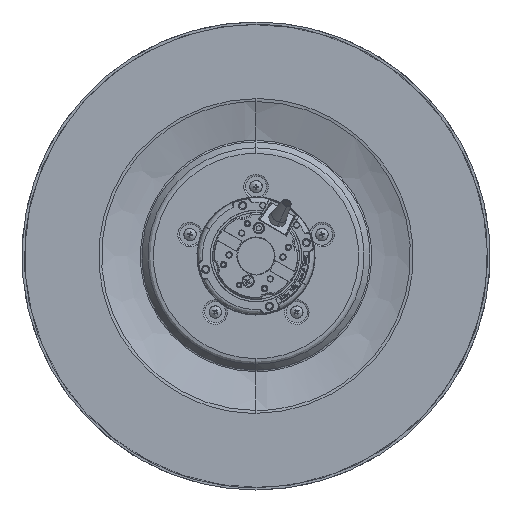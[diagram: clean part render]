
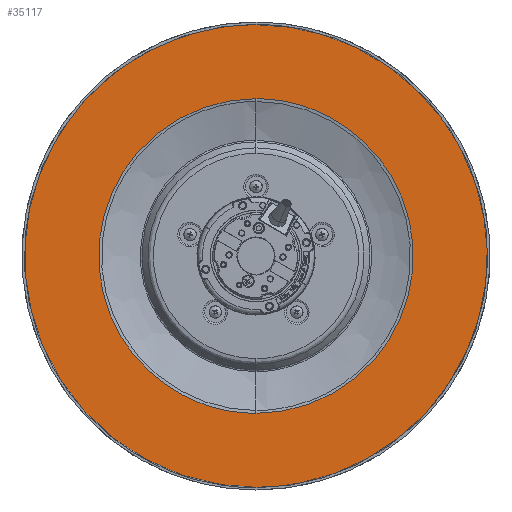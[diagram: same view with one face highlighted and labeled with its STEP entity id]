
A CAD part, front view. The second image highlights one B-rep face of the part: STEP entity #35117.
In plain terms, the highlighted free-form (B-spline) face has degree [1, 1] with [2, 2] control points.
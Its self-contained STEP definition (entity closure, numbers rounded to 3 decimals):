
#657 = VERTEX_POINT ( 'NONE', #68140 ) ;
#5242 = ORIENTED_EDGE ( 'NONE', *, *, #68963, .F. ) ;
#6787 = VERTEX_POINT ( 'NONE', #47282 ) ;
#9124 = CARTESIAN_POINT ( 'NONE',  ( 116.949, -92., -199.644 ) ) ;
#9687 = CARTESIAN_POINT ( 'NONE',  ( 199.644, -92., 116.949 ) ) ;
#10470 =( BOUNDED_CURVE ( )  B_SPLINE_CURVE ( 3, ( #21752, #62220, #46693, #104415 ),
 .UNSPECIFIED., .F., .F. ) 
 B_SPLINE_CURVE_WITH_KNOTS ( ( 4, 4 ),
 ( -3.142, 0. ),
 .UNSPECIFIED. ) 
 CURVE ( )  GEOMETRIC_REPRESENTATION_ITEM ( )  RATIONAL_B_SPLINE_CURVE ( ( 1., 0.333, 0.333, 1. ) ) 
 REPRESENTATION_ITEM ( '' )  );
#11333 = CARTESIAN_POINT ( 'NONE',  ( 116.949, -92., 199.644 ) ) ;
#12880 = CARTESIAN_POINT ( 'NONE',  ( 199.644, -92., -116.949 ) ) ;
#13341 = CARTESIAN_POINT ( 'NONE',  ( 0., -92., 199.644 ) ) ;
#13421 = ORIENTED_EDGE ( 'NONE', *, *, #49362, .F. ) ;
#16698 = CARTESIAN_POINT ( 'NONE',  ( 0., -92., -135.798 ) ) ;
#21517 = CARTESIAN_POINT ( 'NONE',  ( 0., -92., -199.644 ) ) ;
#21752 = CARTESIAN_POINT ( 'NONE',  ( 0., -92., -199.644 ) ) ;
#22278 = VERTEX_POINT ( 'NONE', #21517 ) ;
#22928 = CARTESIAN_POINT ( 'NONE',  ( -271.597, -92., 135.798 ) ) ;
#27048 = CARTESIAN_POINT ( 'NONE',  ( 199.644, -92., 0. ) ) ;
#27276 = CARTESIAN_POINT ( 'NONE',  ( 0., -92., 199.644 ) ) ;
#27490 = EDGE_CURVE ( 'NONE', #83880, #22278, #30452, .T. ) ;
#30452 =( BOUNDED_CURVE ( )  B_SPLINE_CURVE ( 3, ( #27276, #11333, #9687, #27048, #12880, #9124, #87411 ),
 .UNSPECIFIED., .F., .T. ) 
 B_SPLINE_CURVE_WITH_KNOTS ( ( 4, 3, 4 ),
 ( -3.142, -1.571, 0. ),
 .UNSPECIFIED. ) 
 CURVE ( )  GEOMETRIC_REPRESENTATION_ITEM ( )  RATIONAL_B_SPLINE_CURVE ( ( 1., 0.805, 0.805, 1., 0.805, 0.805, 1. ) ) 
 REPRESENTATION_ITEM ( '' )  );
#33578 = CARTESIAN_POINT ( 'NONE',  ( -202.039, -92., -202.039 ) ) ;
#34648 = CARTESIAN_POINT ( 'NONE',  ( 202.039, -92., -202.039 ) ) ;
#35117 = ADVANCED_FACE ( 'NONE', ( #45284, #97084 ), #44831, .F. ) ;
#37167 = EDGE_CURVE ( 'NONE', #657, #6787, #50280, .T. ) ;
#41865 = CARTESIAN_POINT ( 'NONE',  ( 202.039, -92., 202.039 ) ) ;
#43302 = ORIENTED_EDGE ( 'NONE', *, *, #37167, .F. ) ;
#44831 = B_SPLINE_SURFACE_WITH_KNOTS ( 'NONE', 1, 1, ( 
 ( #33578, #34648 ),
 ( #91303, #41865 ) ),
 .UNSPECIFIED., .F., .F., .F.,
 ( 2, 2 ),
 ( 2, 2 ),
 ( 0., 1. ),
 ( 0., 1. ),
 .UNSPECIFIED. ) ;
#45284 = FACE_BOUND ( 'NONE', #99747, .T. ) ;
#46693 = CARTESIAN_POINT ( 'NONE',  ( -399.287, -92., 199.644 ) ) ;
#47282 = CARTESIAN_POINT ( 'NONE',  ( 0., -92., 135.798 ) ) ;
#49362 = EDGE_CURVE ( 'NONE', #22278, #83880, #10470, .T. ) ;
#50280 =( BOUNDED_CURVE ( )  B_SPLINE_CURVE ( 3, ( #71183, #88830, #80156, #96785 ),
 .UNSPECIFIED., .F., .F. ) 
 B_SPLINE_CURVE_WITH_KNOTS ( ( 4, 4 ),
 ( 0., 1. ),
 .UNSPECIFIED. ) 
 CURVE ( )  GEOMETRIC_REPRESENTATION_ITEM ( )  RATIONAL_B_SPLINE_CURVE ( ( 0.987, 0.329, 0.329, 0.987 ) ) 
 REPRESENTATION_ITEM ( '' )  );
#55443 = CARTESIAN_POINT ( 'NONE',  ( 0., -92., 135.798 ) ) ;
#62220 = CARTESIAN_POINT ( 'NONE',  ( -399.287, -92., -199.644 ) ) ;
#68140 = CARTESIAN_POINT ( 'NONE',  ( 0., -92., -135.798 ) ) ;
#68963 = EDGE_CURVE ( 'NONE', #6787, #657, #71260, .T. ) ;
#71183 = CARTESIAN_POINT ( 'NONE',  ( 0., -92., -135.798 ) ) ;
#71260 =( BOUNDED_CURVE ( )  B_SPLINE_CURVE ( 3, ( #55443, #22928, #81381, #16698 ),
 .UNSPECIFIED., .F., .F. ) 
 B_SPLINE_CURVE_WITH_KNOTS ( ( 4, 4 ),
 ( 0., 1. ),
 .UNSPECIFIED. ) 
 CURVE ( )  GEOMETRIC_REPRESENTATION_ITEM ( )  RATIONAL_B_SPLINE_CURVE ( ( 0.987, 0.329, 0.329, 0.987 ) ) 
 REPRESENTATION_ITEM ( '' )  );
#78380 = ORIENTED_EDGE ( 'NONE', *, *, #27490, .F. ) ;
#80156 = CARTESIAN_POINT ( 'NONE',  ( 271.597, -92., 135.798 ) ) ;
#81381 = CARTESIAN_POINT ( 'NONE',  ( -271.597, -92., -135.798 ) ) ;
#83181 = EDGE_LOOP ( 'NONE', ( #78380, #13421 ) ) ;
#83880 = VERTEX_POINT ( 'NONE', #13341 ) ;
#87411 = CARTESIAN_POINT ( 'NONE',  ( 0., -92., -199.644 ) ) ;
#88830 = CARTESIAN_POINT ( 'NONE',  ( 271.597, -92., -135.798 ) ) ;
#91303 = CARTESIAN_POINT ( 'NONE',  ( -202.039, -92., 202.039 ) ) ;
#96785 = CARTESIAN_POINT ( 'NONE',  ( 0., -92., 135.798 ) ) ;
#97084 = FACE_OUTER_BOUND ( 'NONE', #83181, .T. ) ;
#99747 = EDGE_LOOP ( 'NONE', ( #43302, #5242 ) ) ;
#104415 = CARTESIAN_POINT ( 'NONE',  ( 0., -92., 199.644 ) ) ;
